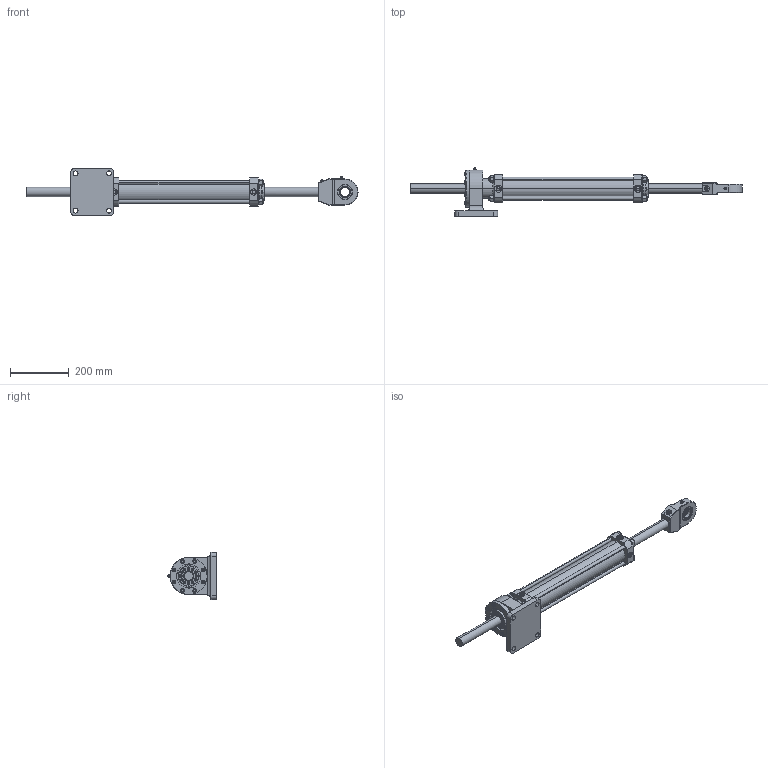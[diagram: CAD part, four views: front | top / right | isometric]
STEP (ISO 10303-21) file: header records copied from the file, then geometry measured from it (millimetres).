
FILE_DESCRIPTION (( 'STEP AP214' ), '1' );
FILE_NAME ('7800-0058_revA.STEP', '2019-08-23T18:21:41', ( '' ), ( '' ), 'SwSTEP 2.0', 'SolidWorks 2019', '' );
FILE_SCHEMA (( 'AUTOMOTIVE_DESIGN' ));
Length unit declared in the file: inch
Products named in the file (1): 7800-0058_revA
Bounding box: 1133.47 x 167.69 x 161.93 mm (x, y, z)
Surface area: 560307.2 mm2 (no closed solid volume)
Topology: 0 solids, 129 shells, 971 faces, 3110 edges, 2207 vertices
Faces by surface type: plane 412, cylinder 286, cone 165, torus 56, bspline 44, sphere 8
Entity records: 54517 total; most frequent: CARTESIAN_POINT 15794, DIRECTION 5344, ORIENTED_EDGE 4747, EDGE_CURVE 3098, VERTEX_POINT 2207, AXIS2_PLACEMENT_3D 2028, VECTOR 1288, LINE 1288
